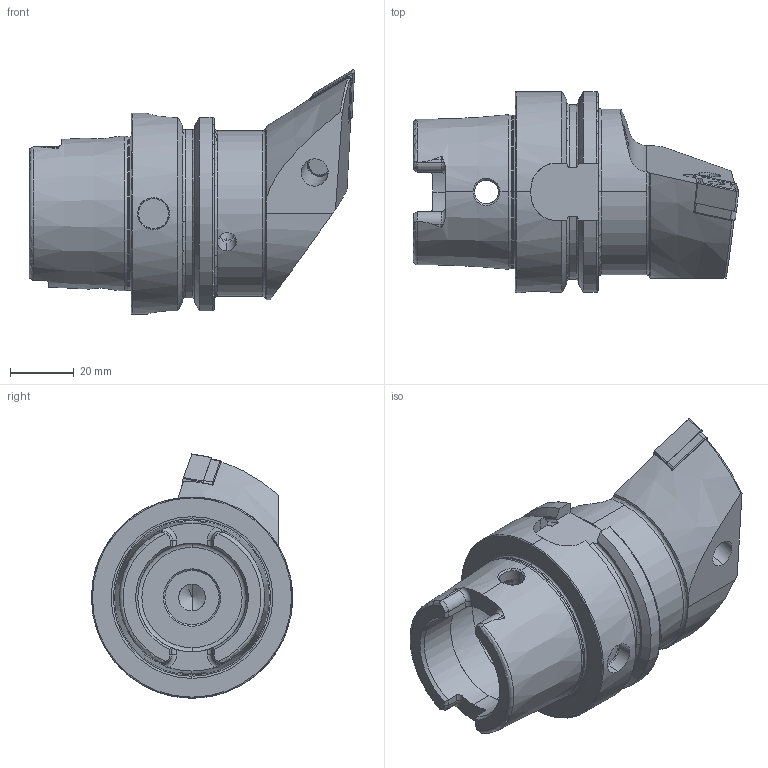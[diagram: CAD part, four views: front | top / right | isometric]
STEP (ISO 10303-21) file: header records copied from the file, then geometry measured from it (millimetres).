
FILE_DESCRIPTION (( 'STEP AP203' ), '1' );
FILE_NAME ('HA6-PDF.LUA.070.STEP', '2012-04-13T11:53:01', ( 'SwiAdmin' ), ( '' ), 'SwSTEP 2.0', 'SolidWorks 2012', '' );
FILE_SCHEMA (( 'CONFIG_CONTROL_DESIGN' ));
Length unit declared in the file: millimetre
Products named in the file (7): HA6-PDF.LUA.070; WDF-ER3.101.000_A; WCD-ER4.101.017_A; DNMG150604; WDF-ER2.101.003_A; WCD-ER1.101.000; HA6-PDF.LUA.070_A
Assembly tree (6 placements, depth 2):
  HA6-PDF.LUA.070
    HA6-PDF.LUA.070_A
    WCD-ER1.101.000
    WDF-ER2.101.003_A
    DNMG150604
    WCD-ER4.101.017_A
    WDF-ER3.101.000_A
Bounding box: 101.9 x 63 x 76.5 mm (x, y, z)
Volume: 145438.9 mm3; surface area: 33184.1 mm2
Topology: 6 solids, 6 shells, 333 faces, 857 edges, 528 vertices
Faces by surface type: plane 111, cylinder 94, cone 70, torus 41, bspline 17
Entity records: 12486 total; most frequent: CARTESIAN_POINT 3987, ORIENTED_EDGE 1694, DIRECTION 1561, EDGE_CURVE 847, AXIS2_PLACEMENT_3D 605, VERTEX_POINT 528, LINE 351, VECTOR 351
